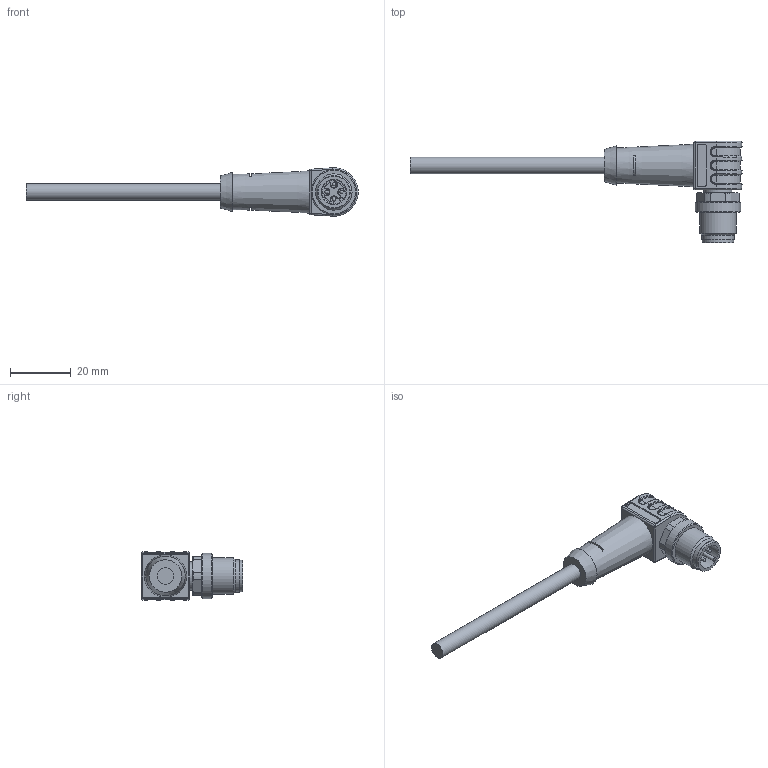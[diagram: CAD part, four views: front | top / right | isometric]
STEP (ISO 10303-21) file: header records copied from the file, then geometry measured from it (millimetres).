
FILE_DESCRIPTION(/* description */ (''),/* implementation_level */ '2;1');
FILE_NAME(/* name */ 'RA-WWASS4_stp.stp',/* time_stamp */ '2016-09-15T14:56:32+02:00',/* author */ (''),/* organization */ (''),/* preprocessor_version */ 'ST-DEVELOPER v16',/* originating_system */ 'SIEMENS PLM Software NX 10.0',/* authorisation */ '');
FILE_SCHEMA (('AUTOMOTIVE_DESIGN { 1 0 10303 214 3 1 1 1 }'));
Length unit declared in the file: millimetre
Products named in the file (1): RA-WWASS4_stp
Bounding box: 109.67 x 33.5 x 15.97 mm (x, y, z)
Volume: 10309.5 mm3; surface area: 4922.4 mm2
Topology: 1 solids, 1 shells, 285 faces, 716 edges, 443 vertices
Faces by surface type: cylinder 99, plane 93, torus 35, extrusion 25, bspline 14, cone 11, sphere 8
Full cylindrical faces by diameter (mm): 1 x4, 5.4 x1, 8.3 x1, 9.3 x1, 10.5 x1, 10.8 x1, 12 x1, 15 x1
Entity records: 8889 total; most frequent: CARTESIAN_POINT 2576, ORIENTED_EDGE 1348, DIRECTION 1185, EDGE_CURVE 674, AXIS2_PLACEMENT_3D 437, VERTEX_POINT 429, EDGE_LOOP 323, VECTOR 311
